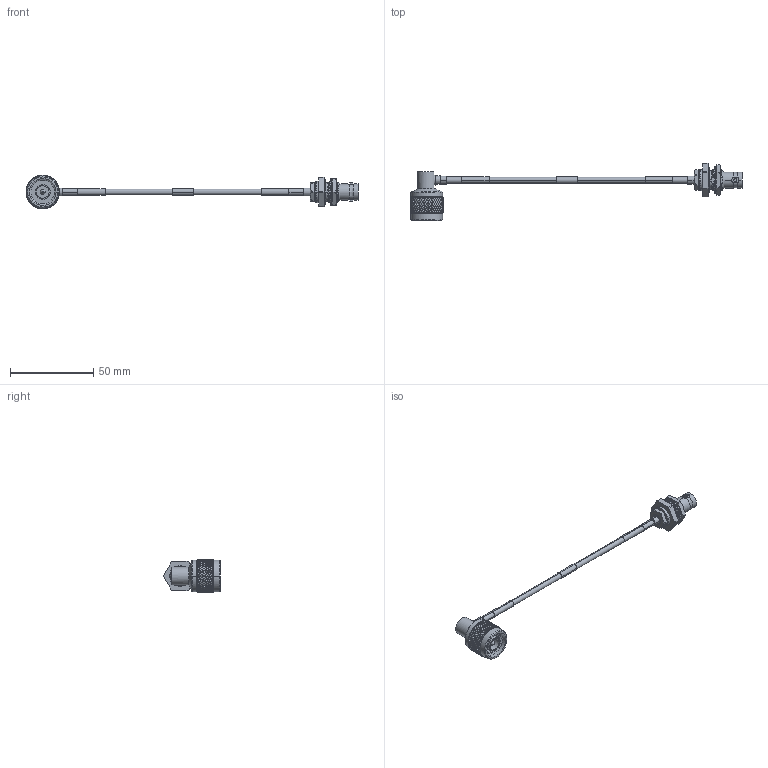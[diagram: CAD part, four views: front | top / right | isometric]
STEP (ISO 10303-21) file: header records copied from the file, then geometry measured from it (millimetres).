
FILE_DESCRIPTION (( 'STEP AP214' ), '1' );
FILE_NAME ('LCCA30506_3D.STEP', '2020-05-05T22:01:49', ( '' ), ( '' ), 'SwSTEP 2.0', 'SolidWorks 2018', '' );
FILE_SCHEMA (( 'AUTOMOTIVE_DESIGN' ));
Length unit declared in the file: inch
Products named in the file (6): LCCN3053; LCCN3065; LC141TBJ (141 Formable with HeatShrink); 1AW01-003_.152 ID; LCCA30506_3D; LC141TBJ-PROD
Assembly tree (7 placements, depth 3):
  LCCA30506_3D
    LC141TBJ-PROD
      LC141TBJ (141 Formable with HeatShrink)
      1AW01-003_.152 ID  x3
    LCCN3053
    LCCN3065
Bounding box: 199.18 x 34.2 x 20.07 mm (x, y, z)
Volume: 8358.6 mm3; surface area: 11773.7 mm2
Topology: 11 solids, 11 shells, 2604 faces, 5456 edges, 2898 vertices
Faces by surface type: bspline 1670, cylinder 546, cone 288, plane 96, sphere 2, torus 2
Entity records: 103224 total; most frequent: CARTESIAN_POINT 66012, ORIENTED_EDGE 10864, EDGE_CURVE 5432, DIRECTION 3422, VERTEX_POINT 2882, EDGE_LOOP 2628, ADVANCED_FACE 2592, FACE_OUTER_BOUND 2592
